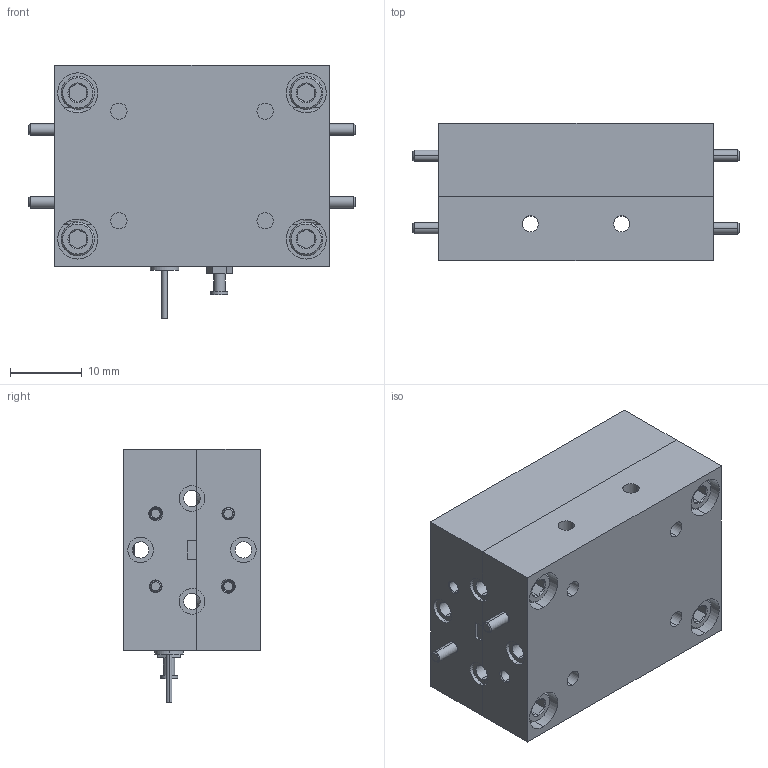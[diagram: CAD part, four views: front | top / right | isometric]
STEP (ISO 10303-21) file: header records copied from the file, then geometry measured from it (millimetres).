
FILE_DESCRIPTION (( 'STEP AP203' ), '1' );
FILE_NAME ('SBP-9039531524-1010-E1.STEP', '2016-10-19T19:07:28', ( '' ), ( '' ), 'SwSTEP 2.0', 'SolidWorks 2013', '' );
FILE_SCHEMA (( 'CONFIG_CONTROL_DESIGN' ));
Length unit declared in the file: inch
Products named in the file (1): SBP-9039531524-1010-E1
Bounding box: 45.34 x 19.05 x 35.18 mm (x, y, z)
Surface area: 8297.8 mm2 (no closed solid volume)
Topology: 0 solids, 66 shells, 482 faces, 1973 edges, 1588 vertices
Faces by surface type: plane 259, cylinder 114, cone 102, bspline 7
Entity records: 28223 total; most frequent: CARTESIAN_POINT 13314, ORIENTED_EDGE 3143, DIRECTION 2420, EDGE_CURVE 1965, VERTEX_POINT 1588, B_SPLINE_CURVE_WITH_KNOTS 867, AXIS2_PLACEMENT_3D 846, VECTOR 728
